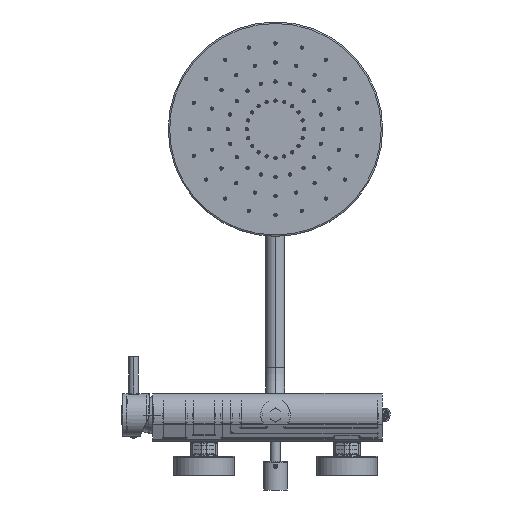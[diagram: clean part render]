
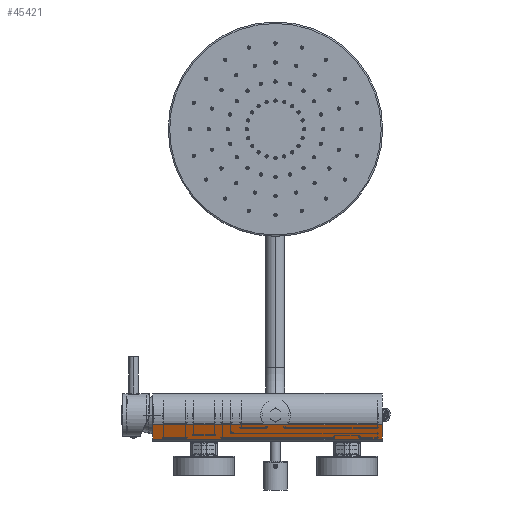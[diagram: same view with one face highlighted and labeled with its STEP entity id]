
A CAD part, front view. The second image highlights one B-rep face of the part: STEP entity #45421.
In plain terms, the highlighted planar face has unit normal (0, -0.904, -0.427).
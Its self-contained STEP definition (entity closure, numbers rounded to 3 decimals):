
#30510=DIRECTION('',(0.,-0.427,0.904));
#30511=VECTOR('',#30510,16.822);
#30512=CARTESIAN_POINT('',(112.,-122.802,-25.133));
#30513=LINE('',#30512,#30511);
#30532=DIRECTION('',(1.,0.,0.));
#30533=VECTOR('',#30532,241.);
#30534=CARTESIAN_POINT('',(-129.,-122.802,-25.133));
#30535=LINE('',#30534,#30533);
#30559=DIRECTION('',(0.,-0.427,0.904));
#30560=VECTOR('',#30559,16.822);
#30561=CARTESIAN_POINT('',(-129.,-122.802,-25.133));
#30562=LINE('',#30561,#30560);
#32244=DIRECTION('',(-1.,0.,0.));
#32245=VECTOR('',#32244,241.);
#32246=CARTESIAN_POINT('',(112.,-129.978,-9.918));
#32247=LINE('',#32246,#32245);
#38172=CARTESIAN_POINT('',(112.,-129.978,-9.918));
#38174=VERTEX_POINT('',#38172);
#38176=CARTESIAN_POINT('',(-129.,-129.978,-9.918));
#38178=VERTEX_POINT('',#38176);
#38180=CARTESIAN_POINT('',(112.,-122.802,-25.133));
#38182=VERTEX_POINT('',#38180);
#38185=CARTESIAN_POINT('',(-129.,-122.802,-25.133));
#38187=VERTEX_POINT('',#38185);
#45408=CARTESIAN_POINT('',(112.,-121.45,-28.));
#45409=DIRECTION('',(0.,-0.904,-0.427));
#45410=DIRECTION('',(0.,-0.427,0.904));
#45411=AXIS2_PLACEMENT_3D('',#45408,#45409,#45410);
#45412=PLANE('',#45411);
#45413=ORIENTED_EDGE('',*,*,#45268,.F.);
#45415=ORIENTED_EDGE('',*,*,#45414,.T.);
#45417=ORIENTED_EDGE('',*,*,#45416,.F.);
#45418=ORIENTED_EDGE('',*,*,#45390,.F.);
#45419=EDGE_LOOP('',(#45413,#45415,#45417,#45418));
#45420=FACE_OUTER_BOUND('',#45419,.F.);
#45421=ADVANCED_FACE('',(#45420),#45412,.T.);
#45268=EDGE_CURVE('',#38187,#38182,#30535,.T.);
#45390=EDGE_CURVE('',#38182,#38174,#30513,.T.);
#45414=EDGE_CURVE('',#38187,#38178,#30562,.T.);
#45416=EDGE_CURVE('',#38174,#38178,#32247,.T.);
